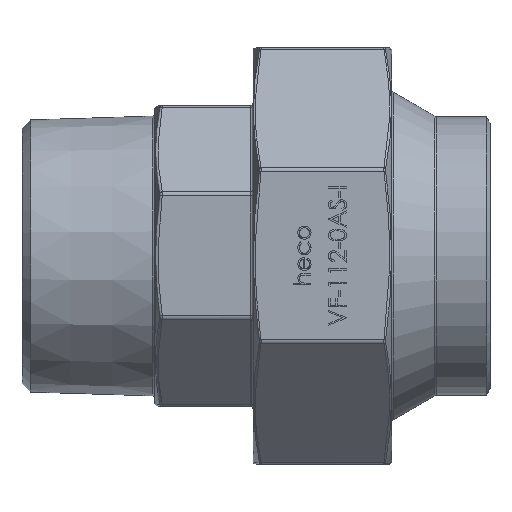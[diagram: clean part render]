
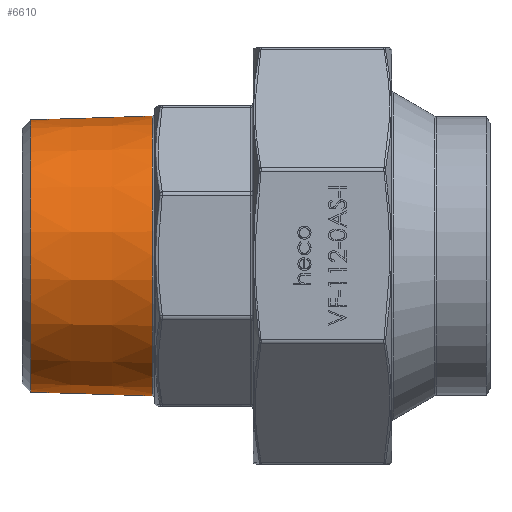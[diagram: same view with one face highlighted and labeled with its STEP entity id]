
A CAD part, top view. The second image highlights one B-rep face of the part: STEP entity #6610.
In plain terms, the highlighted conical face has half-angle 1.779 degrees and reference radius 23.901 mm.
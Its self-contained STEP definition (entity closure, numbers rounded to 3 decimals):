
#402 = AXIS2_PLACEMENT_3D ( 'NONE', #10164, #3102, #6045 ) ;
#810 = CARTESIAN_POINT ( 'NONE',  ( -30.984, 24.206, 0. ) ) ;
#1460 = DIRECTION ( 'NONE',  ( 0., 1., 0. ) ) ;
#2869 = DIRECTION ( 'NONE',  ( 1., 0., 0. ) ) ;
#3068 = ORIENTED_EDGE ( 'NONE', *, *, #7900, .T. ) ;
#3102 = DIRECTION ( 'NONE',  ( -1., 0., 0. ) ) ;
#3872 = EDGE_LOOP ( 'NONE', ( #14113 ) ) ;
#4642 = DIRECTION ( 'NONE',  ( 1., 0., 0. ) ) ;
#4757 = AXIS2_PLACEMENT_3D ( 'NONE', #15954, #4642, #6017 ) ;
#5919 = FACE_OUTER_BOUND ( 'NONE', #3872, .T. ) ;
#6017 = DIRECTION ( 'NONE',  ( 0., 1., 0. ) ) ;
#6045 = DIRECTION ( 'NONE',  ( 0., 1., 0. ) ) ;
#6235 = CIRCLE ( 'NONE', #4757, 23.554 ) ;
#6610 = ADVANCED_FACE ( 'NONE', ( #5919, #14577 ), #13551, .T. ) ;
#7900 = EDGE_CURVE ( 'NONE', #17127, #17127, #6235, .T. ) ;
#8137 = CIRCLE ( 'NONE', #402, 24.206 ) ;
#10164 = CARTESIAN_POINT ( 'NONE',  ( -30.984, 0., 0. ) ) ;
#13535 = VERTEX_POINT ( 'NONE', #810 ) ;
#13551 = CONICAL_SURFACE ( 'NONE', #14438, 23.901, 0.031 ) ;
#14113 = ORIENTED_EDGE ( 'NONE', *, *, #14779, .T. ) ;
#14438 = AXIS2_PLACEMENT_3D ( 'NONE', #15585, #2869, #1460 ) ;
#14577 = FACE_BOUND ( 'NONE', #14785, .T. ) ;
#14779 = EDGE_CURVE ( 'NONE', #13535, #13535, #8137, .T. ) ;
#14785 = EDGE_LOOP ( 'NONE', ( #3068 ) ) ;
#15585 = CARTESIAN_POINT ( 'NONE',  ( -40.8, 0., 0. ) ) ;
#15845 = CARTESIAN_POINT ( 'NONE',  ( -51.973, 23.554, 0. ) ) ;
#15954 = CARTESIAN_POINT ( 'NONE',  ( -51.973, 0., 0. ) ) ;
#17127 = VERTEX_POINT ( 'NONE', #15845 ) ;
